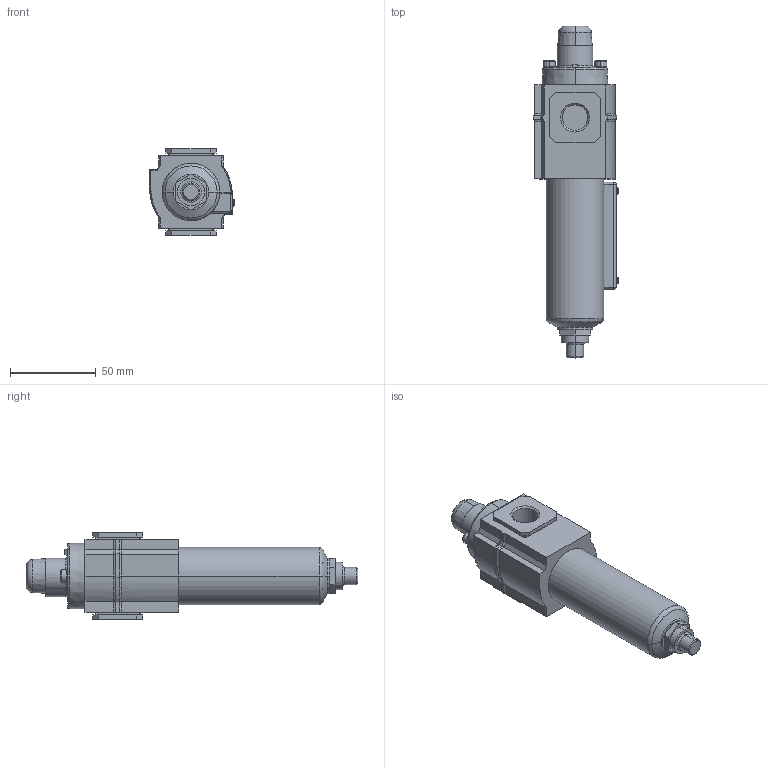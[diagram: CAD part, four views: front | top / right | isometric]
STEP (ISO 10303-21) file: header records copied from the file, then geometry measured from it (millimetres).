
FILE_DESCRIPTION (( 'STEP AP214' ), '1' );
FILE_NAME ('Norgren-F72C-3AD-AE0.step', '2019-03-02T22:53:57', ( '' ), ( '' ), 'SwSTEP 2.0', 'SolidWorks 2019', '' );
FILE_SCHEMA (( 'AUTOMOTIVE_DESIGN' ));
Length unit declared in the file: millimetre
Products named in the file (5): Norgren-F72C-3AD-AE0_F72_ss_07; Norgren-F72C-3AD-AE0_F72_ss_41_3-8; Norgren-F72C-3AD-AE0; Norgren-F72C-3AD-AE0_F72_ss_75; Norgren-F72C-3AD-AE0_F72_5797-50
Assembly tree (4 placements, depth 2):
  Norgren-F72C-3AD-AE0
    Norgren-F72C-3AD-AE0_F72_ss_41_3-8
    Norgren-F72C-3AD-AE0_F72_ss_75
    Norgren-F72C-3AD-AE0_F72_ss_07
    Norgren-F72C-3AD-AE0_F72_5797-50
Bounding box: 49.56 x 193.05 x 50.25 mm (x, y, z)
Volume: 201442.5 mm3; surface area: 35478.2 mm2
Topology: 5 solids, 5 shells, 256 faces, 602 edges, 373 vertices
Faces by surface type: plane 137, cylinder 68, bspline 20, torus 17, cone 14
Entity records: 9382 total; most frequent: CARTESIAN_POINT 1837, ORIENTED_EDGE 1204, DIRECTION 1200, EDGE_CURVE 602, AXIS2_PLACEMENT_3D 408, LINE 384, VECTOR 384, VERTEX_POINT 373
